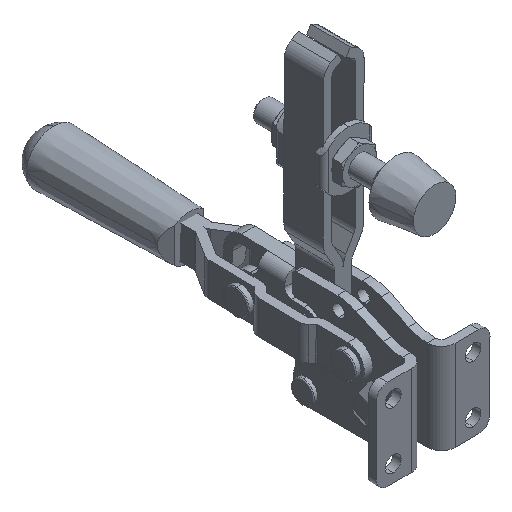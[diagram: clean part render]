
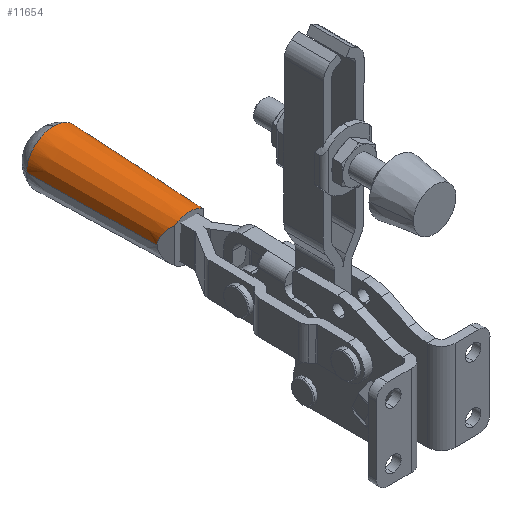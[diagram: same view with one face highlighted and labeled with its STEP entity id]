
A CAD part, isometric view. The second image highlights one B-rep face of the part: STEP entity #11654.
In plain terms, the highlighted conical face has half-angle 1.841 degrees and reference radius 15.149 mm.
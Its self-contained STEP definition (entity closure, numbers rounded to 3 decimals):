
#11480=CARTESIAN_POINT('Vertex',(15.149,213.857,40.962)) ;
#11489=CARTESIAN_POINT('Vertex',(0.,213.617,56.109)) ;
#11493=CARTESIAN_POINT('Control Point',(15.149,213.857,40.962)) ;
#11494=CARTESIAN_POINT('Control Point',(15.149,213.849,41.483)) ;
#11495=CARTESIAN_POINT('Control Point',(15.127,213.841,42.004)) ;
#11496=CARTESIAN_POINT('Control Point',(15.081,213.832,42.548)) ;
#11497=CARTESIAN_POINT('Control Point',(14.956,213.816,43.546)) ;
#11498=CARTESIAN_POINT('Control Point',(14.678,213.797,44.765)) ;
#11499=CARTESIAN_POINT('Control Point',(14.53,213.788,45.311)) ;
#11500=CARTESIAN_POINT('Control Point',(14.143,213.77,46.496)) ;
#11501=CARTESIAN_POINT('Control Point',(13.53,213.748,47.837)) ;
#11502=CARTESIAN_POINT('Control Point',(13.163,213.737,48.523)) ;
#11503=CARTESIAN_POINT('Control Point',(12.306,213.716,49.892)) ;
#11504=CARTESIAN_POINT('Control Point',(11.222,213.695,51.191)) ;
#11505=CARTESIAN_POINT('Control Point',(10.626,213.685,51.81)) ;
#11506=CARTESIAN_POINT('Control Point',(9.34,213.667,52.966)) ;
#11507=CARTESIAN_POINT('Control Point',(7.893,213.652,53.935)) ;
#11508=CARTESIAN_POINT('Control Point',(7.137,213.645,54.365)) ;
#11509=CARTESIAN_POINT('Control Point',(5.327,213.631,55.231)) ;
#11510=CARTESIAN_POINT('Control Point',(3.396,213.622,55.79)) ;
#11511=CARTESIAN_POINT('Control Point',(2.273,213.619,56.003)) ;
#11512=CARTESIAN_POINT('Control Point',(1.137,213.617,56.109)) ;
#11513=CARTESIAN_POINT('Control Point',(0.,213.617,56.109)) ;
#11571=CARTESIAN_POINT('Vertex',(-15.149,213.857,40.962)) ;
#11575=CARTESIAN_POINT('Control Point',(0.,213.617,56.109)) ;
#11576=CARTESIAN_POINT('Control Point',(-1.053,213.617,56.109)) ;
#11577=CARTESIAN_POINT('Control Point',(-2.107,213.619,56.018)) ;
#11578=CARTESIAN_POINT('Control Point',(-3.145,213.621,55.835)) ;
#11579=CARTESIAN_POINT('Control Point',(-5.177,213.63,55.294)) ;
#11580=CARTESIAN_POINT('Control Point',(-7.085,213.644,54.413)) ;
#11581=CARTESIAN_POINT('Control Point',(-7.999,213.652,53.89)) ;
#11582=CARTESIAN_POINT('Control Point',(-9.845,213.673,52.609)) ;
#11583=CARTESIAN_POINT('Control Point',(-11.409,213.698,51.031)) ;
#11584=CARTESIAN_POINT('Control Point',(-12.157,213.712,50.11)) ;
#11585=CARTESIAN_POINT('Control Point',(-13.156,213.736,48.593)) ;
#11586=CARTESIAN_POINT('Control Point',(-13.859,213.76,47.124)) ;
#11587=CARTESIAN_POINT('Control Point',(-14.08,213.768,46.592)) ;
#11588=CARTESIAN_POINT('Control Point',(-14.525,213.787,45.374)) ;
#11589=CARTESIAN_POINT('Control Point',(-14.786,213.804,44.336)) ;
#11590=CARTESIAN_POINT('Control Point',(-14.896,213.812,43.789)) ;
#11591=CARTESIAN_POINT('Control Point',(-15.046,213.827,42.861)) ;
#11592=CARTESIAN_POINT('Control Point',(-15.117,213.84,42.042)) ;
#11593=CARTESIAN_POINT('Control Point',(-15.138,213.846,41.678)) ;
#11594=CARTESIAN_POINT('Control Point',(-15.149,213.852,41.32)) ;
#11595=CARTESIAN_POINT('Control Point',(-15.149,213.857,40.962)) ;
#11603=CARTESIAN_POINT('Axis2P3D Location',(0.,213.857,40.962)) ;
#11609=CARTESIAN_POINT('Control Point',(12.856,142.522,39.831)) ;
#11610=CARTESIAN_POINT('Control Point',(12.856,142.477,42.692)) ;
#11611=CARTESIAN_POINT('Control Point',(11.974,141.549,45.55)) ;
#11612=CARTESIAN_POINT('Control Point',(10.231,139.768,47.935)) ;
#11613=CARTESIAN_POINT('Control Point',(8.,137.51,49.616)) ;
#11614=CARTESIAN_POINT('Vertex',(12.856,142.522,39.831)) ;
#11616=CARTESIAN_POINT('Vertex',(8.,137.51,49.616)) ;
#11619=CARTESIAN_POINT('Line Origine',(16069.007,499657.325,7962.673)) ;
#11624=CARTESIAN_POINT('Line Origine',(-16069.007,499657.325,7962.673)) ;
#11628=CARTESIAN_POINT('Vertex',(-12.856,142.522,39.831)) ;
#11632=CARTESIAN_POINT('Control Point',(-8.,137.51,49.616)) ;
#11633=CARTESIAN_POINT('Control Point',(-10.231,139.768,47.935)) ;
#11634=CARTESIAN_POINT('Control Point',(-11.974,141.549,45.55)) ;
#11635=CARTESIAN_POINT('Control Point',(-12.856,142.477,42.692)) ;
#11636=CARTESIAN_POINT('Control Point',(-12.856,142.522,39.831)) ;
#11637=CARTESIAN_POINT('Vertex',(-8.,137.51,49.616)) ;
#11640=CARTESIAN_POINT('Axis2P3D Location',(0.,137.667,39.754)) ;
#11604=DIRECTION('Axis2P3D Direction',(0.,1.,0.016)) ;
#11605=DIRECTION('Axis2P3D XDirection',(-1.,0.,0.)) ;
#11620=DIRECTION('Vector Direction',(0.032,0.999,0.016)) ;
#11625=DIRECTION('Vector Direction',(-0.032,0.999,0.016)) ;
#11641=DIRECTION('Axis2P3D Direction',(0.,1.,0.016)) ;
#11606=AXIS2_PLACEMENT_3D('Cone Axis2P3D',#11603,#11604,#11605) ;
#11642=AXIS2_PLACEMENT_3D('Circle Axis2P3D',#11640,#11641,$) ;
#11646=ORIENTED_EDGE('',*,*,#11618,.F.) ;
#11647=ORIENTED_EDGE('',*,*,#11623,.T.) ;
#11648=ORIENTED_EDGE('',*,*,#11514,.T.) ;
#11649=ORIENTED_EDGE('',*,*,#11596,.T.) ;
#11650=ORIENTED_EDGE('',*,*,#11630,.F.) ;
#11651=ORIENTED_EDGE('',*,*,#11639,.F.) ;
#11652=ORIENTED_EDGE('',*,*,#11644,.F.) ;
#11621=VECTOR('Line Direction',#11620,1.) ;
#11626=VECTOR('Line Direction',#11625,1.) ;
#11654=ADVANCED_FACE('TD2-47U_5',(#11653),#11607,.T.) ;
#11492=B_SPLINE_CURVE_WITH_KNOTS('',5,(#11493,#11494,#11495,#11496,#11497,#11498,#11499,#11500,#11501,#11502,#11503,#11504,#11505,#11506,#11507,#11508,#11509,#11510,#11511,#11512,#11513),.UNSPECIFIED.,.F.,.U.,(6,3,3,3,3,3,6),(0.,9.064,15.333,21.485,27.605,33.726,41.764),.UNSPECIFIED.) ;
#11574=B_SPLINE_CURVE_WITH_KNOTS('',5,(#11575,#11576,#11577,#11578,#11579,#11580,#11581,#11582,#11583,#11584,#11585,#11586,#11587,#11588,#11589,#11590,#11591,#11592,#11593,#11594,#11595),.UNSPECIFIED.,.F.,.U.,(6,3,3,3,3,3,6),(0.,7.449,14.897,23.322,28.406,35.596,41.822),.UNSPECIFIED.) ;
#11608=B_SPLINE_CURVE_WITH_KNOTS('',4,(#11609,#11610,#11611,#11612,#11613),.UNSPECIFIED.,.F.,.U.,(5,5),(0.,90.109),.UNSPECIFIED.) ;
#11631=B_SPLINE_CURVE_WITH_KNOTS('',4,(#11632,#11633,#11634,#11635,#11636),.UNSPECIFIED.,.F.,.U.,(5,5),(0.,90.109),.UNSPECIFIED.) ;
#11643=CIRCLE('generated circle',#11642,12.7) ;
#11607=CONICAL_SURFACE('Cone',#11606,15.149,0.032) ;
#11514=EDGE_CURVE('',#11481,#11490,#11492,.T.) ;
#11596=EDGE_CURVE('',#11490,#11572,#11574,.T.) ;
#11618=EDGE_CURVE('',#11615,#11617,#11608,.T.) ;
#11623=EDGE_CURVE('',#11615,#11481,#11622,.T.) ;
#11630=EDGE_CURVE('',#11629,#11572,#11627,.T.) ;
#11639=EDGE_CURVE('',#11638,#11629,#11631,.T.) ;
#11644=EDGE_CURVE('',#11617,#11638,#11643,.F.) ;
#11645=EDGE_LOOP('',(#11646,#11647,#11648,#11649,#11650,#11651,#11652)) ;
#11653=FACE_OUTER_BOUND('',#11645,.T.) ;
#11622=LINE('Line',#11619,#11621) ;
#11627=LINE('Line',#11624,#11626) ;
#11481=VERTEX_POINT('',#11480) ;
#11490=VERTEX_POINT('',#11489) ;
#11572=VERTEX_POINT('',#11571) ;
#11615=VERTEX_POINT('',#11614) ;
#11617=VERTEX_POINT('',#11616) ;
#11629=VERTEX_POINT('',#11628) ;
#11638=VERTEX_POINT('',#11637) ;
